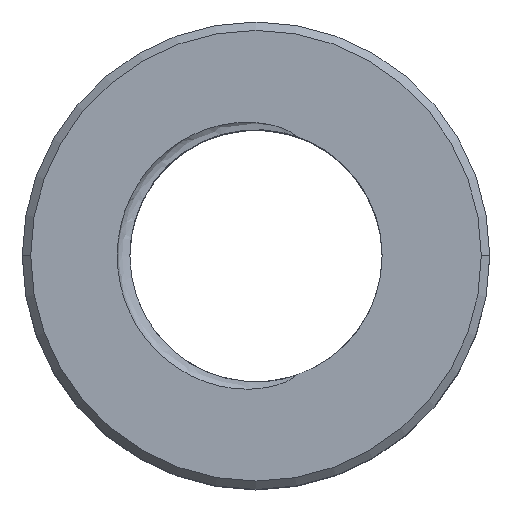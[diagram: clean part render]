
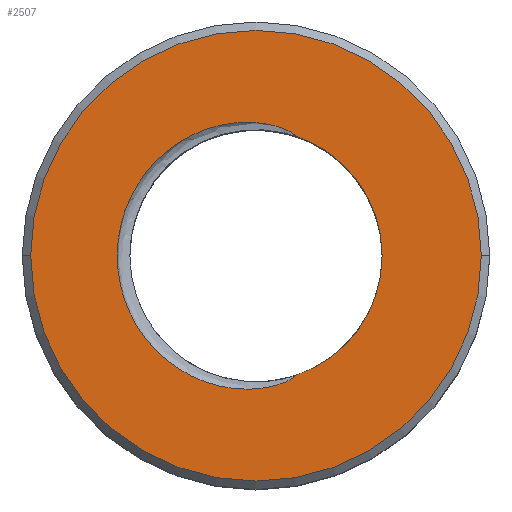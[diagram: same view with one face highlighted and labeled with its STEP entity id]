
A CAD part, top view. The second image highlights one B-rep face of the part: STEP entity #2507.
In plain terms, the highlighted planar face has unit normal (0, 0, 1).
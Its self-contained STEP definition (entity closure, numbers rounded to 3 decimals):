
#2445 = EDGE_CURVE('',#2446,#2448,#2450,.T.);
#2446 = VERTEX_POINT('',#2447);
#2447 = CARTESIAN_POINT('',(2.68,0.,3.51));
#2448 = VERTEX_POINT('',#2449);
#2449 = CARTESIAN_POINT('',(-2.68,0.,3.51));
#2450 = CIRCLE('',#2451,2.68);
#2451 = AXIS2_PLACEMENT_3D('',#2452,#2453,#2454);
#2452 = CARTESIAN_POINT('',(0.,0.,3.51));
#2453 = DIRECTION('',(0.,0.,1.));
#2454 = DIRECTION('',(1.,0.,0.));
#2488 = EDGE_CURVE('',#2448,#2446,#2489,.T.);
#2489 = CIRCLE('',#2490,2.68);
#2490 = AXIS2_PLACEMENT_3D('',#2491,#2492,#2493);
#2491 = CARTESIAN_POINT('',(0.,0.,3.51));
#2492 = DIRECTION('',(0.,0.,1.));
#2493 = DIRECTION('',(1.,0.,0.));
#2507 = ADVANCED_FACE('',(#2508,#2512),#2590,.T.);
#2508 = FACE_BOUND('',#2509,.T.);
#2509 = EDGE_LOOP('',(#2510,#2511));
#2510 = ORIENTED_EDGE('',*,*,#2488,.T.);
#2511 = ORIENTED_EDGE('',*,*,#2445,.T.);
#2512 = FACE_BOUND('',#2513,.T.);
#2513 = EDGE_LOOP('',(#2514,#2567,#2576,#2583));
#2514 = ORIENTED_EDGE('',*,*,#2515,.F.);
#2515 = EDGE_CURVE('',#2516,#2518,#2520,.T.);
#2516 = VERTEX_POINT('',#2517);
#2517 = CARTESIAN_POINT('',(0.454,1.43,3.51)
  );
#2518 = VERTEX_POINT('',#2519);
#2519 = CARTESIAN_POINT('',(0.454,-1.43,
    3.51));
#2520 = B_SPLINE_CURVE_WITH_KNOTS('',3,(#2521,#2522,#2523,#2524,#2525,
    #2526,#2527,#2528,#2529,#2530,#2531,#2532,#2533,#2534,#2535,#2536,
    #2537,#2538,#2539,#2540,#2541,#2542,#2543,#2544,#2545,#2546,#2547,
    #2548,#2549,#2550,#2551,#2552,#2553,#2554,#2555,#2556,#2557,#2558,
    #2559,#2560,#2561,#2562,#2563,#2564,#2565,#2566),.UNSPECIFIED.,.F.,
  .F.,(4,2,2,2,2,2,2,2,2,2,2,2,2,2,2,2,2,2,2,2,2,2,4),(0.012
    ,0.012,0.012,0.012,
    0.012,0.012,0.012,
    0.013,0.013,0.014,
    0.014,0.015,0.015,
    0.015,0.016,0.016,
    0.017,0.017,0.018,
    0.018,0.018,0.018,
    0.018),.UNSPECIFIED.);
#2521 = CARTESIAN_POINT('',(0.454,1.43,3.51)
  );
#2522 = CARTESIAN_POINT('',(0.456,1.438,3.51)
  );
#2523 = CARTESIAN_POINT('',(0.449,1.445,3.51)
  );
#2524 = CARTESIAN_POINT('',(0.437,1.456,3.51)
  );
#2525 = CARTESIAN_POINT('',(0.43,1.46,3.51)
  );
#2526 = CARTESIAN_POINT('',(0.41,1.474,3.51)
  );
#2527 = CARTESIAN_POINT('',(0.396,1.481,3.51)
  );
#2528 = CARTESIAN_POINT('',(0.353,1.503,3.51
    ));
#2529 = CARTESIAN_POINT('',(0.322,1.515,3.51
    ));
#2530 = CARTESIAN_POINT('',(0.231,1.546,3.51
    ));
#2531 = CARTESIAN_POINT('',(0.17,1.56,3.51)
  );
#2532 = CARTESIAN_POINT('',(-0.019,1.591,
    3.51));
#2533 = CARTESIAN_POINT('',(-0.148,1.592,3.51
    ));
#2534 = CARTESIAN_POINT('',(-0.4,1.563,3.51
    ));
#2535 = CARTESIAN_POINT('',(-0.525,1.532,3.51
    ));
#2536 = CARTESIAN_POINT('',(-0.762,1.439,3.51
    ));
#2537 = CARTESIAN_POINT('',(-0.874,1.378,3.51
    ));
#2538 = CARTESIAN_POINT('',(-1.082,1.23,3.51
    ));
#2539 = CARTESIAN_POINT('',(-1.176,1.145,3.51
    ));
#2540 = CARTESIAN_POINT('',(-1.343,0.953,3.51
    ));
#2541 = CARTESIAN_POINT('',(-1.415,0.847,3.51
    ));
#2542 = CARTESIAN_POINT('',(-1.588,0.509,3.51
    ));
#2543 = CARTESIAN_POINT('',(-1.65,0.251,3.51
    ));
#2544 = CARTESIAN_POINT('',(-1.65,-0.128,
    3.51));
#2545 = CARTESIAN_POINT('',(-1.635,-0.256,
    3.51));
#2546 = CARTESIAN_POINT('',(-1.575,-0.503,
    3.51));
#2547 = CARTESIAN_POINT('',(-1.531,-0.622,
    3.51));
#2548 = CARTESIAN_POINT('',(-1.414,-0.848,
    3.51));
#2549 = CARTESIAN_POINT('',(-1.342,-0.954,3.51
    ));
#2550 = CARTESIAN_POINT('',(-1.176,-1.145,
    3.51));
#2551 = CARTESIAN_POINT('',(-1.08,-1.232,3.51
    ));
#2552 = CARTESIAN_POINT('',(-0.77,-1.452,
    3.51));
#2553 = CARTESIAN_POINT('',(-0.526,-1.548,
    3.51));
#2554 = CARTESIAN_POINT('',(-0.149,-1.592,
    3.51));
#2555 = CARTESIAN_POINT('',(-0.019,-1.591,
    3.51));
#2556 = CARTESIAN_POINT('',(0.169,-1.56,3.51
    ));
#2557 = CARTESIAN_POINT('',(0.232,-1.546,
    3.51));
#2558 = CARTESIAN_POINT('',(0.323,-1.514,
    3.51));
#2559 = CARTESIAN_POINT('',(0.352,-1.503,
    3.51));
#2560 = CARTESIAN_POINT('',(0.395,-1.482,
    3.51));
#2561 = CARTESIAN_POINT('',(0.41,-1.474,
    3.51));
#2562 = CARTESIAN_POINT('',(0.43,-1.461,
    3.51));
#2563 = CARTESIAN_POINT('',(0.437,-1.456,3.51
    ));
#2564 = CARTESIAN_POINT('',(0.448,-1.445,3.51
    ));
#2565 = CARTESIAN_POINT('',(0.456,-1.438,3.51)
  );
#2566 = CARTESIAN_POINT('',(0.454,-1.43,
    3.51));
#2567 = ORIENTED_EDGE('',*,*,#2568,.T.);
#2568 = EDGE_CURVE('',#2516,#2569,#2571,.T.);
#2569 = VERTEX_POINT('',#2570);
#2570 = CARTESIAN_POINT('',(1.5,0.,3.51));
#2571 = CIRCLE('',#2572,1.5);
#2572 = AXIS2_PLACEMENT_3D('',#2573,#2574,#2575);
#2573 = CARTESIAN_POINT('',(0.,0.,3.51));
#2574 = DIRECTION('',(0.,0.,-1.));
#2575 = DIRECTION('',(-1.,0.,0.));
#2576 = ORIENTED_EDGE('',*,*,#2577,.T.);
#2577 = EDGE_CURVE('',#2569,#2518,#2578,.T.);
#2578 = CIRCLE('',#2579,1.5);
#2579 = AXIS2_PLACEMENT_3D('',#2580,#2581,#2582);
#2580 = CARTESIAN_POINT('',(0.,0.,3.51));
#2581 = DIRECTION('',(0.,0.,-1.));
#2582 = DIRECTION('',(-1.,0.,0.));
#2583 = ORIENTED_EDGE('',*,*,#2584,.F.);
#2584 = EDGE_CURVE('',#2518,#2518,#2585,.T.);
#2585 = ( BOUNDED_CURVE() B_SPLINE_CURVE(3,(#2586,#2587,#2588,#2589),
.UNSPECIFIED.,.F.,.F.) B_SPLINE_CURVE_WITH_KNOTS((4,4),(
    0.006,0.006),.PIECEWISE_BEZIER_KNOTS.) 
CURVE() GEOMETRIC_REPRESENTATION_ITEM() RATIONAL_B_SPLINE_CURVE((
    0.955,0.955,0.955,0.954)) 
REPRESENTATION_ITEM('') );
#2586 = CARTESIAN_POINT('',(0.454,-1.43,
    3.51));
#2587 = CARTESIAN_POINT('',(0.454,-1.43,
    3.51));
#2588 = CARTESIAN_POINT('',(0.454,-1.43,
    3.51));
#2589 = CARTESIAN_POINT('',(0.454,-1.43,3.51)
  );
#2590 = PLANE('',#2591);
#2591 = AXIS2_PLACEMENT_3D('',#2592,#2593,#2594);
#2592 = CARTESIAN_POINT('',(0.,0.,3.51));
#2593 = DIRECTION('',(0.,0.,1.));
#2594 = DIRECTION('',(1.,0.,0.));
